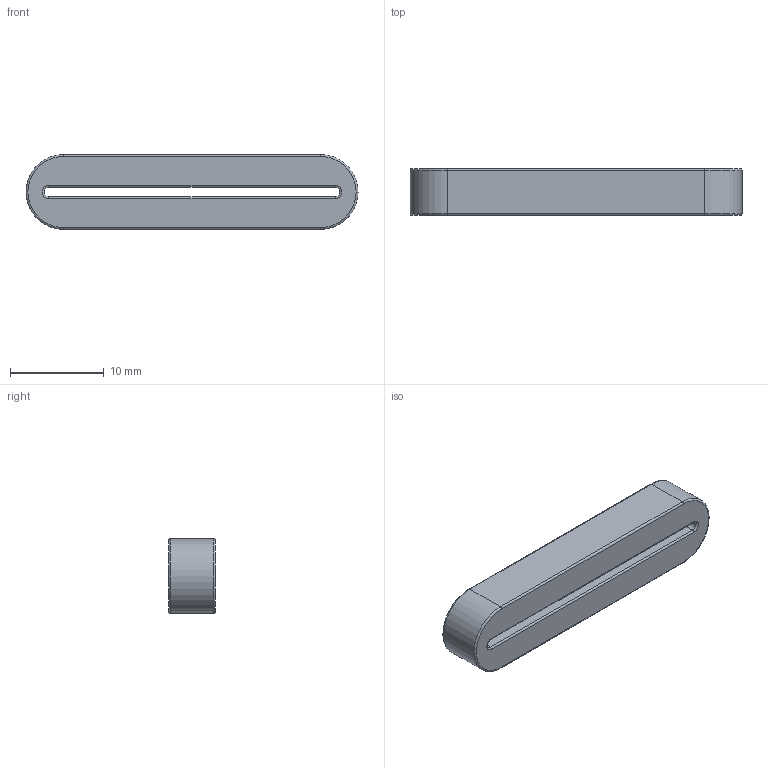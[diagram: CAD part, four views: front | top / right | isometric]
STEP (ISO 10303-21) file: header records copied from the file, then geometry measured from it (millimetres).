
FILE_DESCRIPTION( ( 'Unknown' ), '1' );
FILE_NAME( '7427222.stp', 'Unknown', ( 'Unknown' ), ( 'Unknown' ), 'PSStep 13.0', 'Unknown', ' ' );
FILE_SCHEMA( ( 'AUTOMOTIVE_DESIGN { 1 0 10303 214 1 1 1 1 }' ) );
Length unit declared in the file: millimetre
Products named in the file (1): 1
Bounding box: 35.5 x 5 x 8 mm (x, y, z)
Volume: 1191.9 mm3; surface area: 1175.3 mm2
Topology: 1 solids, 1 shells, 26 faces, 56 edges, 32 vertices
Faces by surface type: cylinder 12, torus 8, plane 6
Entity records: 932 total; most frequent: DIRECTION 142, CARTESIAN_POINT 115, ORIENTED_EDGE 112, AXIS2_PLACEMENT_3D 59, EDGE_CURVE 56, VERTEX_POINT 32, CIRCLE 32, EDGE_LOOP 28
